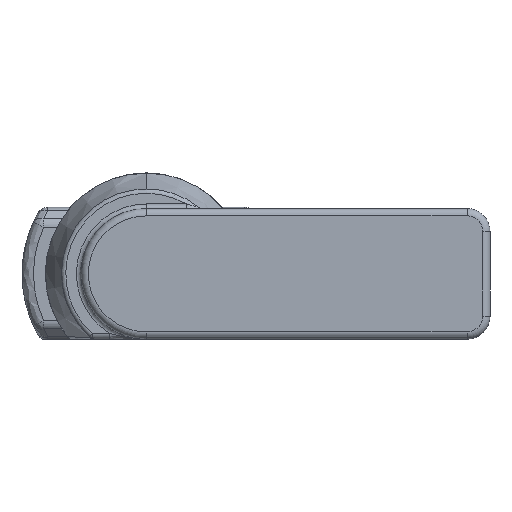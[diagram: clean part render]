
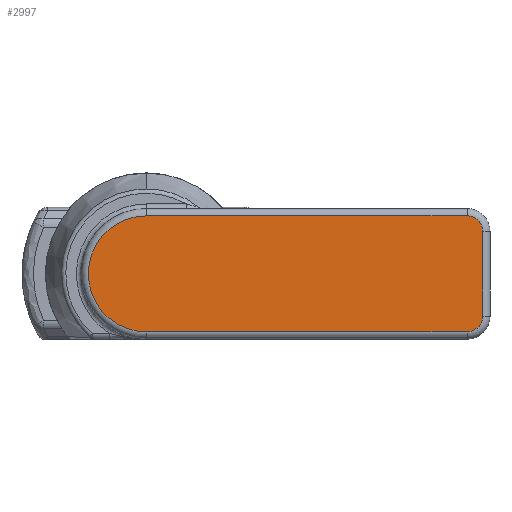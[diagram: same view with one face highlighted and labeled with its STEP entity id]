
A CAD part, front view. The second image highlights one B-rep face of the part: STEP entity #2997.
In plain terms, the highlighted planar face has unit normal (0, -1, 0).
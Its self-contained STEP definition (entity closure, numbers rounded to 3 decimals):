
#107 = AXIS2_PLACEMENT_3D ( 'NONE', #4299, #6269, #1834 ) ;
#189 = ORIENTED_EDGE ( 'NONE', *, *, #1082, .T. ) ;
#363 = PLANE ( 'NONE',  #107 ) ;
#369 = LINE ( 'NONE', #2332, #1634 ) ;
#466 = EDGE_CURVE ( 'NONE', #4158, #6214, #1089, .T. ) ;
#571 = VERTEX_POINT ( 'NONE', #765 ) ;
#627 = AXIS2_PLACEMENT_3D ( 'NONE', #3388, #983, #3454 ) ;
#657 = ORIENTED_EDGE ( 'NONE', *, *, #715, .T. ) ;
#715 = EDGE_CURVE ( 'NONE', #3226, #571, #369, .T. ) ;
#765 = CARTESIAN_POINT ( 'NONE',  ( -24.988, 43.342, 13.47 ) ) ;
#865 = VERTEX_POINT ( 'NONE', #2783 ) ;
#983 = DIRECTION ( 'NONE',  ( 0., -1., 0. ) ) ;
#995 = CARTESIAN_POINT ( 'NONE',  ( -24.988, 43.342, 18.53 ) ) ;
#1024 = CARTESIAN_POINT ( 'NONE',  ( -24.308, 43.342, 14.15 ) ) ;
#1082 = EDGE_CURVE ( 'NONE', #2839, #865, #5607, .T. ) ;
#1089 = LINE ( 'NONE', #2006, #4232 ) ;
#1225 = DIRECTION ( 'NONE',  ( 0., 1., 0. ) ) ;
#1272 = ORIENTED_EDGE ( 'NONE', *, *, #1680, .T. ) ;
#1323 = CARTESIAN_POINT ( 'NONE',  ( -38.988, 43.342, 13.47 ) ) ;
#1604 = DIRECTION ( 'NONE',  ( 0., 0., 1. ) ) ;
#1634 = VECTOR ( 'NONE', #5285, 1000. ) ;
#1680 = EDGE_CURVE ( 'NONE', #571, #2839, #1860, .T. ) ;
#1719 = CARTESIAN_POINT ( 'NONE',  ( -24.988, 43.342, 17.85 ) ) ;
#1834 = DIRECTION ( 'NONE',  ( 0., 0., -1. ) ) ;
#1860 = CIRCLE ( 'NONE', #627, 0.68 ) ;
#1969 = ORIENTED_EDGE ( 'NONE', *, *, #4651, .F. ) ;
#2002 = AXIS2_PLACEMENT_3D ( 'NONE', #3576, #2856, #4885 ) ;
#2006 = CARTESIAN_POINT ( 'NONE',  ( -24.988, 43.342, 18.53 ) ) ;
#2332 = CARTESIAN_POINT ( 'NONE',  ( -24.988, 43.342, 13.47 ) ) ;
#2361 = VECTOR ( 'NONE', #1604, 1000. ) ;
#2394 = FACE_OUTER_BOUND ( 'NONE', #5327, .T. ) ;
#2546 = CARTESIAN_POINT ( 'NONE',  ( -24.308, 43.342, 17.85 ) ) ;
#2783 = CARTESIAN_POINT ( 'NONE',  ( -24.308, 43.342, 17.85 ) ) ;
#2839 = VERTEX_POINT ( 'NONE', #1024 ) ;
#2856 = DIRECTION ( 'NONE',  ( 0., -1., 0. ) ) ;
#2997 = ADVANCED_FACE ( 'NONE', ( #2394 ), #363, .T. ) ;
#3136 = ORIENTED_EDGE ( 'NONE', *, *, #4609, .T. ) ;
#3226 = VERTEX_POINT ( 'NONE', #1323 ) ;
#3388 = CARTESIAN_POINT ( 'NONE',  ( -24.988, 43.342, 14.15 ) ) ;
#3454 = DIRECTION ( 'NONE',  ( 0., 0., -1. ) ) ;
#3576 = CARTESIAN_POINT ( 'NONE',  ( -38.988, 43.342, 16. ) ) ;
#3603 = DIRECTION ( 'NONE',  ( 0., 0., 1. ) ) ;
#3826 = ORIENTED_EDGE ( 'NONE', *, *, #466, .F. ) ;
#4158 = VERTEX_POINT ( 'NONE', #5172 ) ;
#4232 = VECTOR ( 'NONE', #5000, 1000. ) ;
#4299 = CARTESIAN_POINT ( 'NONE',  ( -36.038, 43.342, 16. ) ) ;
#4573 = CIRCLE ( 'NONE', #2002, 2.53 ) ;
#4609 = EDGE_CURVE ( 'NONE', #4158, #3226, #4573, .T. ) ;
#4651 = EDGE_CURVE ( 'NONE', #6214, #865, #5617, .T. ) ;
#4885 = DIRECTION ( 'NONE',  ( 0., 0., -1. ) ) ;
#5000 = DIRECTION ( 'NONE',  ( 1., 0., 0. ) ) ;
#5172 = CARTESIAN_POINT ( 'NONE',  ( -38.988, 43.342, 18.53 ) ) ;
#5285 = DIRECTION ( 'NONE',  ( 1., 0., 0. ) ) ;
#5327 = EDGE_LOOP ( 'NONE', ( #189, #1969, #3826, #3136, #657, #1272 ) ) ;
#5607 = LINE ( 'NONE', #2546, #2361 ) ;
#5617 = CIRCLE ( 'NONE', #6241, 0.68 ) ;
#6214 = VERTEX_POINT ( 'NONE', #995 ) ;
#6241 = AXIS2_PLACEMENT_3D ( 'NONE', #1719, #1225, #3603 ) ;
#6269 = DIRECTION ( 'NONE',  ( 0., -1., 0. ) ) ;
